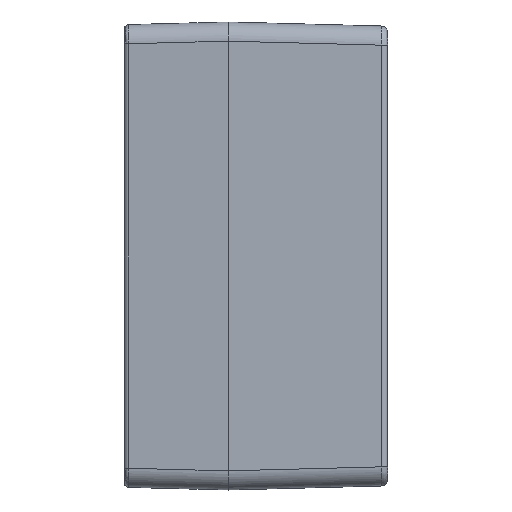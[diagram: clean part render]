
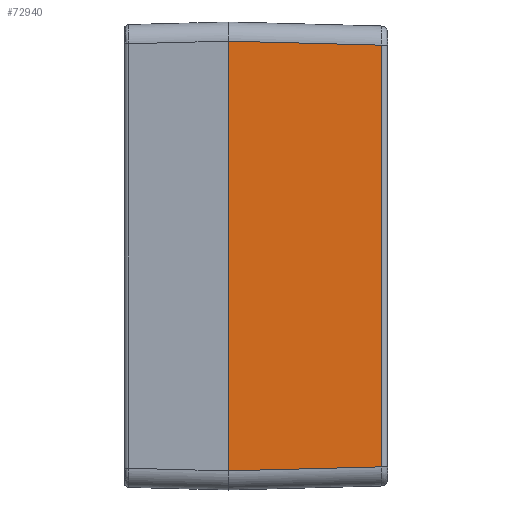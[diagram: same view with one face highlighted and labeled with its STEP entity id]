
A CAD part, left-side view. The second image highlights one B-rep face of the part: STEP entity #72940.
In plain terms, the highlighted planar face has unit normal (-1, -0.026, 0).
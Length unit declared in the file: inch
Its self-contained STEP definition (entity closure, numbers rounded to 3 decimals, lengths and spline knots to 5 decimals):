
#4870 = DIRECTION ( 'NONE',  ( 0., 0., 1. ) ) ;
#10735 = ORIENTED_EDGE ( 'NONE', *, *, #24114, .T. ) ;
#11532 = CARTESIAN_POINT ( 'NONE',  ( -4.37992, 0., -2.88386 ) ) ;
#11563 = ORIENTED_EDGE ( 'NONE', *, *, #88384, .F. ) ;
#12542 = CARTESIAN_POINT ( 'NONE',  ( -4.37992, 0., 2.88386 ) ) ;
#13547 = CARTESIAN_POINT ( 'NONE',  ( -4.33038, -1.89182, -2.88386 ) ) ;
#24114 = EDGE_CURVE ( 'NONE', #92255, #104215, #54848, .T. ) ;
#24648 = PLANE ( 'NONE',  #92433 ) ;
#26274 = CARTESIAN_POINT ( 'NONE',  ( -4.37992, 0., -2.64772 ) ) ;
#32601 = CARTESIAN_POINT ( 'NONE',  ( -4.33038, -1.89182, -2.59818 ) ) ;
#32688 = VECTOR ( 'NONE', #61233, 39.37008 ) ;
#43062 = ORIENTED_EDGE ( 'NONE', *, *, #97905, .T. ) ;
#54848 = LINE ( 'NONE', #13547, #87382 ) ;
#59312 = ORIENTED_EDGE ( 'NONE', *, *, #97581, .F. ) ;
#61233 = DIRECTION ( 'NONE',  ( 0.026, -0.999, 0.026 ) ) ;
#62285 = LINE ( 'NONE', #79209, #32688 ) ;
#72940 = ADVANCED_FACE ( 'NONE', ( #90038 ), #24648, .T. ) ;
#73590 = CARTESIAN_POINT ( 'NONE',  ( -4.37992, 0., 2.64772 ) ) ;
#75313 = CARTESIAN_POINT ( 'NONE',  ( -4.33038, -1.89182, 2.59818 ) ) ;
#77322 = LINE ( 'NONE', #12542, #83903 ) ;
#79209 = CARTESIAN_POINT ( 'NONE',  ( -4.37992, 0., -2.64772 ) ) ;
#83903 = VECTOR ( 'NONE', #93760, 39.37008 ) ;
#85551 = VERTEX_POINT ( 'NONE', #26274 ) ;
#87382 = VECTOR ( 'NONE', #4870, 39.37008 ) ;
#88384 = EDGE_CURVE ( 'NONE', #85551, #106432, #77322, .T. ) ;
#88632 = DIRECTION ( 'NONE',  ( 0.026, -0.999, -0.026 ) ) ;
#90038 = FACE_OUTER_BOUND ( 'NONE', #105620, .T. ) ;
#92255 = VERTEX_POINT ( 'NONE', #32601 ) ;
#92433 = AXIS2_PLACEMENT_3D ( 'NONE', #11532, #93822, #94351 ) ;
#93760 = DIRECTION ( 'NONE',  ( 0., 0., 1. ) ) ;
#93822 = DIRECTION ( 'NONE',  ( -1., -0.026, 0. ) ) ;
#94351 = DIRECTION ( 'NONE',  ( 0.026, -1., 0. ) ) ;
#96771 = CARTESIAN_POINT ( 'NONE',  ( -4.37613, -0.14465, 2.64393 ) ) ;
#96965 = VECTOR ( 'NONE', #88632, 39.37008 ) ;
#97581 = EDGE_CURVE ( 'NONE', #106432, #104215, #103839, .T. ) ;
#97905 = EDGE_CURVE ( 'NONE', #85551, #92255, #62285, .T. ) ;
#103839 = LINE ( 'NONE', #96771, #96965 ) ;
#104215 = VERTEX_POINT ( 'NONE', #75313 ) ;
#105620 = EDGE_LOOP ( 'NONE', ( #59312, #11563, #43062, #10735 ) ) ;
#106432 = VERTEX_POINT ( 'NONE', #73590 ) ;
